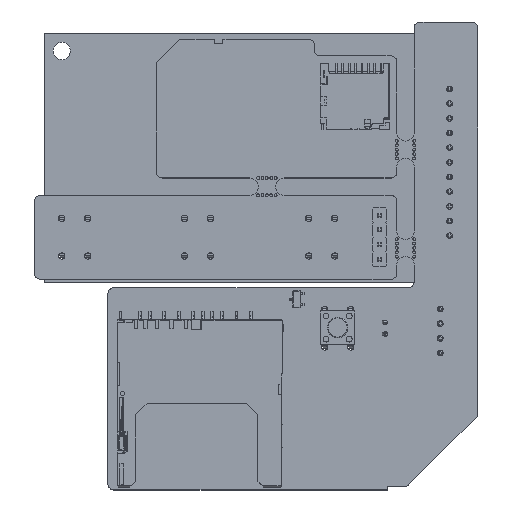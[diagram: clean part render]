
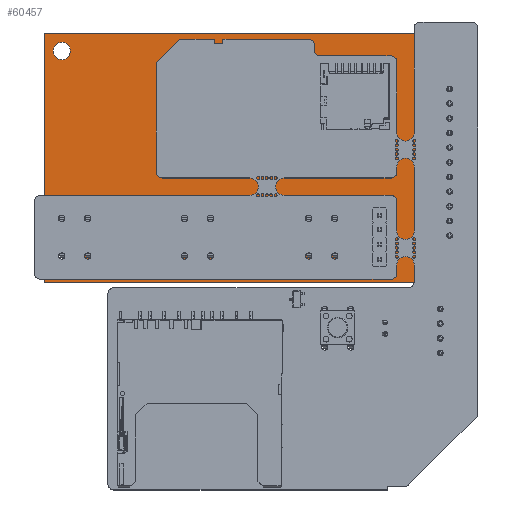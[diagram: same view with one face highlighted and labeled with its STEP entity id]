
A CAD part, top view. The second image highlights one B-rep face of the part: STEP entity #60457.
In plain terms, the highlighted face is planar.
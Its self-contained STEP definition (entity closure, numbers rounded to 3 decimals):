
#60180 = VERTEX_POINT('',#60181);
#60181 = CARTESIAN_POINT('',(-21.5,36.125,0.));
#60187 = EDGE_CURVE('',#60188,#60180,#60190,.T.);
#60188 = VERTEX_POINT('',#60189);
#60189 = CARTESIAN_POINT('',(-21.5,-36.125,0.));
#60190 = LINE('',#60191,#60192);
#60191 = CARTESIAN_POINT('',(-21.5,-36.125,0.));
#60192 = VECTOR('',#60193,1.);
#60193 = DIRECTION('',(0.,1.,0.));
#60233 = EDGE_CURVE('',#60234,#60188,#60236,.T.);
#60234 = VERTEX_POINT('',#60235);
#60235 = CARTESIAN_POINT('',(21.5,-36.125,0.));
#60236 = LINE('',#60237,#60238);
#60237 = CARTESIAN_POINT('',(21.5,-36.125,0.));
#60238 = VECTOR('',#60239,1.);
#60239 = DIRECTION('',(-1.,-0.,0.));
#60258 = EDGE_CURVE('',#60259,#60234,#60261,.T.);
#60259 = VERTEX_POINT('',#60260);
#60260 = CARTESIAN_POINT('',(21.5,36.125,0.));
#60261 = LINE('',#60262,#60263);
#60262 = CARTESIAN_POINT('',(21.5,36.125,0.));
#60263 = VECTOR('',#60264,1.);
#60264 = DIRECTION('',(0.,-1.,0.));
#60307 = VERTEX_POINT('',#60308);
#60308 = CARTESIAN_POINT('',(17.,-33.125,0.));
#60314 = EDGE_CURVE('',#60307,#60315,#60317,.T.);
#60315 = VERTEX_POINT('',#60316);
#60316 = CARTESIAN_POINT('',(20.,-33.125,0.));
#60317 = CIRCLE('',#60318,1.5);
#60318 = AXIS2_PLACEMENT_3D('',#60319,#60320,#60321);
#60319 = CARTESIAN_POINT('',(18.5,-33.125,0.));
#60320 = DIRECTION('',(0.,0.,1.));
#60321 = DIRECTION('',(1.,0.,-0.));
#60323 = EDGE_CURVE('',#60315,#60307,#60324,.T.);
#60324 = CIRCLE('',#60325,1.5);
#60325 = AXIS2_PLACEMENT_3D('',#60326,#60327,#60328);
#60326 = CARTESIAN_POINT('',(18.5,-33.125,0.));
#60327 = DIRECTION('',(0.,0.,1.));
#60328 = DIRECTION('',(1.,0.,-0.));
#60339 = EDGE_CURVE('',#60180,#60259,#60340,.T.);
#60340 = LINE('',#60341,#60342);
#60341 = CARTESIAN_POINT('',(-21.5,36.125,0.));
#60342 = VECTOR('',#60343,1.);
#60343 = DIRECTION('',(1.,0.,0.));
#60359 = VERTEX_POINT('',#60360);
#60360 = CARTESIAN_POINT('',(-20.,33.125,0.));
#60366 = EDGE_CURVE('',#60359,#60367,#60369,.T.);
#60367 = VERTEX_POINT('',#60368);
#60368 = CARTESIAN_POINT('',(-17.,33.125,0.));
#60369 = CIRCLE('',#60370,1.5);
#60370 = AXIS2_PLACEMENT_3D('',#60371,#60372,#60373);
#60371 = CARTESIAN_POINT('',(-18.5,33.125,0.));
#60372 = DIRECTION('',(0.,0.,1.));
#60373 = DIRECTION('',(1.,0.,-0.));
#60375 = EDGE_CURVE('',#60367,#60359,#60376,.T.);
#60376 = CIRCLE('',#60377,1.5);
#60377 = AXIS2_PLACEMENT_3D('',#60378,#60379,#60380);
#60378 = CARTESIAN_POINT('',(-18.5,33.125,0.));
#60379 = DIRECTION('',(0.,0.,1.));
#60380 = DIRECTION('',(1.,0.,-0.));
#60394 = VERTEX_POINT('',#60395);
#60395 = CARTESIAN_POINT('',(17.,33.125,0.));
#60401 = EDGE_CURVE('',#60394,#60402,#60404,.T.);
#60402 = VERTEX_POINT('',#60403);
#60403 = CARTESIAN_POINT('',(20.,33.125,0.));
#60404 = CIRCLE('',#60405,1.5);
#60405 = AXIS2_PLACEMENT_3D('',#60406,#60407,#60408);
#60406 = CARTESIAN_POINT('',(18.5,33.125,0.));
#60407 = DIRECTION('',(0.,0.,1.));
#60408 = DIRECTION('',(1.,0.,-0.));
#60410 = EDGE_CURVE('',#60402,#60394,#60411,.T.);
#60411 = CIRCLE('',#60412,1.5);
#60412 = AXIS2_PLACEMENT_3D('',#60413,#60414,#60415);
#60413 = CARTESIAN_POINT('',(18.5,33.125,0.));
#60414 = DIRECTION('',(0.,0.,1.));
#60415 = DIRECTION('',(1.,0.,-0.));
#60429 = VERTEX_POINT('',#60430);
#60430 = CARTESIAN_POINT('',(-20.,-33.125,0.));
#60436 = EDGE_CURVE('',#60429,#60437,#60439,.T.);
#60437 = VERTEX_POINT('',#60438);
#60438 = CARTESIAN_POINT('',(-17.,-33.125,0.));
#60439 = CIRCLE('',#60440,1.5);
#60440 = AXIS2_PLACEMENT_3D('',#60441,#60442,#60443);
#60441 = CARTESIAN_POINT('',(-18.5,-33.125,0.));
#60442 = DIRECTION('',(0.,0.,1.));
#60443 = DIRECTION('',(1.,0.,-0.));
#60445 = EDGE_CURVE('',#60437,#60429,#60446,.T.);
#60446 = CIRCLE('',#60447,1.5);
#60447 = AXIS2_PLACEMENT_3D('',#60448,#60449,#60450);
#60448 = CARTESIAN_POINT('',(-18.5,-33.125,0.));
#60449 = DIRECTION('',(0.,0.,1.));
#60450 = DIRECTION('',(1.,0.,-0.));
#60457 = ADVANCED_FACE('',(#60458,#60462,#60466,#60472,#60476),#60480,
  .F.);
#60458 = FACE_BOUND('',#60459,.T.);
#60459 = EDGE_LOOP('',(#60460,#60461));
#60460 = ORIENTED_EDGE('',*,*,#60410,.T.);
#60461 = ORIENTED_EDGE('',*,*,#60401,.T.);
#60462 = FACE_BOUND('',#60463,.T.);
#60463 = EDGE_LOOP('',(#60464,#60465));
#60464 = ORIENTED_EDGE('',*,*,#60375,.T.);
#60465 = ORIENTED_EDGE('',*,*,#60366,.T.);
#60466 = FACE_BOUND('',#60467,.T.);
#60467 = EDGE_LOOP('',(#60468,#60469,#60470,#60471));
#60468 = ORIENTED_EDGE('',*,*,#60258,.T.);
#60469 = ORIENTED_EDGE('',*,*,#60233,.T.);
#60470 = ORIENTED_EDGE('',*,*,#60187,.T.);
#60471 = ORIENTED_EDGE('',*,*,#60339,.T.);
#60472 = FACE_BOUND('',#60473,.T.);
#60473 = EDGE_LOOP('',(#60474,#60475));
#60474 = ORIENTED_EDGE('',*,*,#60445,.T.);
#60475 = ORIENTED_EDGE('',*,*,#60436,.T.);
#60476 = FACE_BOUND('',#60477,.T.);
#60477 = EDGE_LOOP('',(#60478,#60479));
#60478 = ORIENTED_EDGE('',*,*,#60323,.T.);
#60479 = ORIENTED_EDGE('',*,*,#60314,.T.);
#60480 = PLANE('',#60481);
#60481 = AXIS2_PLACEMENT_3D('',#60482,#60483,#60484);
#60482 = CARTESIAN_POINT('',(0.,0.,0.));
#60483 = DIRECTION('',(0.,0.,1.));
#60484 = DIRECTION('',(1.,0.,-0.));
